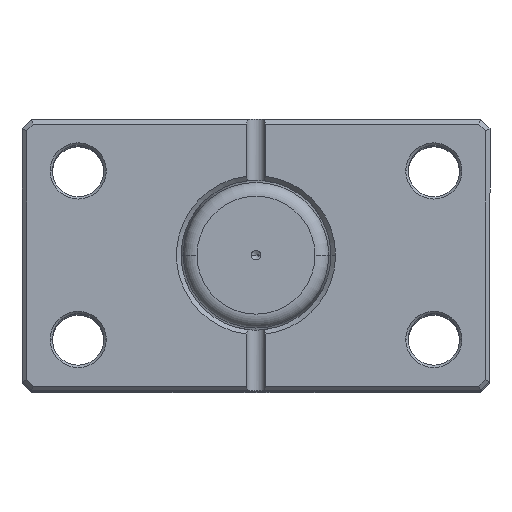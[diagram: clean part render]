
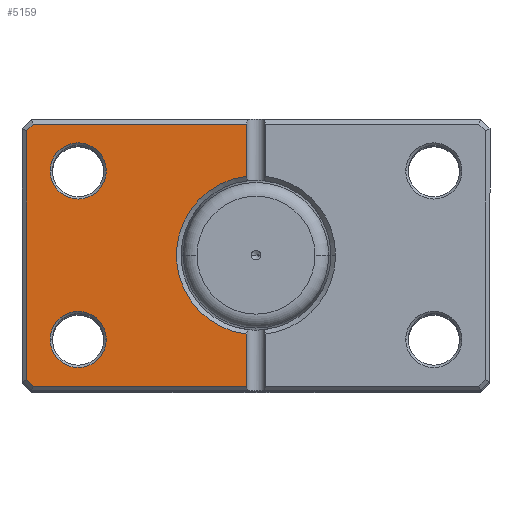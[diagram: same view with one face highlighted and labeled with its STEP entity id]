
A CAD part, top view. The second image highlights one B-rep face of the part: STEP entity #5159.
In plain terms, the highlighted face is planar.
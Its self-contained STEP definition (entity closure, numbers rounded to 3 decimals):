
#49 = CARTESIAN_POINT ( 'NONE',  ( 2., -28., 0. ) ) ;
#56 = LINE ( 'NONE', #185, #2415 ) ;
#94 = VECTOR ( 'NONE', #5295, 1000. ) ;
#170 = DIRECTION ( 'NONE',  ( 0.707, -0.707, 0. ) ) ;
#185 = CARTESIAN_POINT ( 'NONE',  ( 37.793, 37.793, 0. ) ) ;
#197 = ORIENTED_EDGE ( 'NONE', *, *, #4276, .T. ) ;
#291 = ORIENTED_EDGE ( 'NONE', *, *, #6097, .T. ) ;
#365 = ORIENTED_EDGE ( 'NONE', *, *, #6275, .T. ) ;
#399 = DIRECTION ( 'NONE',  ( 1., 0., 0. ) ) ;
#434 = VECTOR ( 'NONE', #5939, 1000. ) ;
#559 = EDGE_LOOP ( 'NONE', ( #4612, #4925 ) ) ;
#596 = EDGE_LOOP ( 'NONE', ( #291, #4166, #5811, #5973, #1000, #6420, #2865, #1952 ) ) ;
#632 = CARTESIAN_POINT ( 'NONE',  ( 47.586, 28., 0. ) ) ;
#682 = VECTOR ( 'NONE', #1810, 1000. ) ;
#1000 = ORIENTED_EDGE ( 'NONE', *, *, #5591, .T. ) ;
#1031 = AXIS2_PLACEMENT_3D ( 'NONE', #5623, #2577, #6147 ) ;
#1089 = LINE ( 'NONE', #3957, #6362 ) ;
#1139 = AXIS2_PLACEMENT_3D ( 'NONE', #4859, #1770, #5368 ) ;
#1282 = AXIS2_PLACEMENT_3D ( 'NONE', #5541, #2490, #6062 ) ;
#1290 = CARTESIAN_POINT ( 'NONE',  ( 0., 28., 0. ) ) ;
#1405 = CARTESIAN_POINT ( 'NONE',  ( 49., 0., 0. ) ) ;
#1417 = CARTESIAN_POINT ( 'NONE',  ( 44., 18., 0. ) ) ;
#1616 = FACE_BOUND ( 'NONE', #1845, .T. ) ;
#1658 = AXIS2_PLACEMENT_3D ( 'NONE', #2449, #3500, #399 ) ;
#1719 = VERTEX_POINT ( 'NONE', #632 ) ;
#1744 = CARTESIAN_POINT ( 'NONE',  ( 38., 18., 0. ) ) ;
#1750 = DIRECTION ( 'NONE',  ( 0., 0., 1. ) ) ;
#1770 = DIRECTION ( 'NONE',  ( 0., 0., 1. ) ) ;
#1810 = DIRECTION ( 'NONE',  ( 1., 0., 0. ) ) ;
#1819 = VERTEX_POINT ( 'NONE', #1988 ) ;
#1845 = EDGE_LOOP ( 'NONE', ( #197, #365 ) ) ;
#1952 = ORIENTED_EDGE ( 'NONE', *, *, #4267, .T. ) ;
#1975 = CIRCLE ( 'NONE', #2622, 6. ) ;
#1988 = CARTESIAN_POINT ( 'NONE',  ( 2., 28., 0. ) ) ;
#2219 = VERTEX_POINT ( 'NONE', #3163 ) ;
#2230 = AXIS2_PLACEMENT_3D ( 'NONE', #4820, #1750, #5349 ) ;
#2335 = EDGE_CURVE ( 'NONE', #5417, #5969, #2853, .T. ) ;
#2343 = VERTEX_POINT ( 'NONE', #4779 ) ;
#2415 = VECTOR ( 'NONE', #170, 1000. ) ;
#2449 = CARTESIAN_POINT ( 'NONE',  ( 0., 0., 0. ) ) ;
#2490 = DIRECTION ( 'NONE',  ( 0., 0., 1. ) ) ;
#2577 = DIRECTION ( 'NONE',  ( 0., 0., 1. ) ) ;
#2622 = AXIS2_PLACEMENT_3D ( 'NONE', #1744, #5424, #5891 ) ;
#2853 = LINE ( 'NONE', #1405, #6550 ) ;
#2865 = ORIENTED_EDGE ( 'NONE', *, *, #3321, .T. ) ;
#2939 = VERTEX_POINT ( 'NONE', #3067 ) ;
#3067 = CARTESIAN_POINT ( 'NONE',  ( 2., -16.882, 0. ) ) ;
#3163 = CARTESIAN_POINT ( 'NONE',  ( 2., 16.882, 0. ) ) ;
#3179 = FACE_BOUND ( 'NONE', #559, .T. ) ;
#3303 = CARTESIAN_POINT ( 'NONE',  ( 0., -28., 0. ) ) ;
#3321 = EDGE_CURVE ( 'NONE', #5969, #6340, #6224, .T. ) ;
#3370 = CIRCLE ( 'NONE', #1282, 17. ) ;
#3388 = EDGE_CURVE ( 'NONE', #4838, #5151, #1975, .T. ) ;
#3500 = DIRECTION ( 'NONE',  ( 0., 0., 1. ) ) ;
#3710 = CARTESIAN_POINT ( 'NONE',  ( 37.793, -37.793, 0. ) ) ;
#3732 = VERTEX_POINT ( 'NONE', #49 ) ;
#3957 = CARTESIAN_POINT ( 'NONE',  ( 2., 29., 0. ) ) ;
#3997 = CIRCLE ( 'NONE', #2230, 6. ) ;
#4166 = ORIENTED_EDGE ( 'NONE', *, *, #5784, .T. ) ;
#4214 = FACE_OUTER_BOUND ( 'NONE', #596, .T. ) ;
#4262 = CARTESIAN_POINT ( 'NONE',  ( 32., -18., 0. ) ) ;
#4267 = EDGE_CURVE ( 'NONE', #6340, #3732, #5501, .T. ) ;
#4276 = EDGE_CURVE ( 'NONE', #5305, #2343, #3997, .T. ) ;
#4460 = CIRCLE ( 'NONE', #1031, 6. ) ;
#4536 = LINE ( 'NONE', #5440, #434 ) ;
#4553 = VECTOR ( 'NONE', #5373, 1000. ) ;
#4612 = ORIENTED_EDGE ( 'NONE', *, *, #3388, .T. ) ;
#4759 = CARTESIAN_POINT ( 'NONE',  ( 49., -26.586, 0. ) ) ;
#4779 = CARTESIAN_POINT ( 'NONE',  ( 44., -18., 0. ) ) ;
#4784 = LINE ( 'NONE', #1290, #682 ) ;
#4820 = CARTESIAN_POINT ( 'NONE',  ( 38., -18., 0. ) ) ;
#4838 = VERTEX_POINT ( 'NONE', #6531 ) ;
#4859 = CARTESIAN_POINT ( 'NONE',  ( 38., 18., 0. ) ) ;
#4925 = ORIENTED_EDGE ( 'NONE', *, *, #6043, .T. ) ;
#5151 = VERTEX_POINT ( 'NONE', #1417 ) ;
#5159 = ADVANCED_FACE ( 'NONE', ( #1616, #3179, #4214 ), #5516, .F. ) ;
#5295 = DIRECTION ( 'NONE',  ( -1., 0., 0. ) ) ;
#5305 = VERTEX_POINT ( 'NONE', #4262 ) ;
#5349 = DIRECTION ( 'NONE',  ( 1., 0., 0. ) ) ;
#5368 = DIRECTION ( 'NONE',  ( 1., 0., 0. ) ) ;
#5373 = DIRECTION ( 'NONE',  ( -0.707, -0.707, 0. ) ) ;
#5417 = VERTEX_POINT ( 'NONE', #6418 ) ;
#5424 = DIRECTION ( 'NONE',  ( 0., 0., 1. ) ) ;
#5440 = CARTESIAN_POINT ( 'NONE',  ( 2., 29., 0. ) ) ;
#5482 = DIRECTION ( 'NONE',  ( 0., 1., 0. ) ) ;
#5501 = LINE ( 'NONE', #3303, #94 ) ;
#5516 = PLANE ( 'NONE',  #1658 ) ;
#5541 = CARTESIAN_POINT ( 'NONE',  ( 0., 0., 0. ) ) ;
#5591 = EDGE_CURVE ( 'NONE', #1719, #5417, #56, .T. ) ;
#5623 = CARTESIAN_POINT ( 'NONE',  ( 38., -18., 0. ) ) ;
#5683 = EDGE_CURVE ( 'NONE', #1819, #1719, #4784, .T. ) ;
#5709 = CARTESIAN_POINT ( 'NONE',  ( 47.586, -28., 0. ) ) ;
#5737 = EDGE_CURVE ( 'NONE', #2219, #1819, #1089, .T. ) ;
#5761 = DIRECTION ( 'NONE',  ( 0., -1., 0. ) ) ;
#5784 = EDGE_CURVE ( 'NONE', #2939, #2219, #3370, .T. ) ;
#5811 = ORIENTED_EDGE ( 'NONE', *, *, #5737, .T. ) ;
#5891 = DIRECTION ( 'NONE',  ( 1., 0., 0. ) ) ;
#5939 = DIRECTION ( 'NONE',  ( 0., 1., 0. ) ) ;
#5969 = VERTEX_POINT ( 'NONE', #4759 ) ;
#5973 = ORIENTED_EDGE ( 'NONE', *, *, #5683, .T. ) ;
#6043 = EDGE_CURVE ( 'NONE', #5151, #4838, #6355, .T. ) ;
#6062 = DIRECTION ( 'NONE',  ( 1., 0., 0. ) ) ;
#6097 = EDGE_CURVE ( 'NONE', #3732, #2939, #4536, .T. ) ;
#6147 = DIRECTION ( 'NONE',  ( 1., 0., 0. ) ) ;
#6224 = LINE ( 'NONE', #3710, #4553 ) ;
#6275 = EDGE_CURVE ( 'NONE', #2343, #5305, #4460, .T. ) ;
#6340 = VERTEX_POINT ( 'NONE', #5709 ) ;
#6355 = CIRCLE ( 'NONE', #1139, 6. ) ;
#6362 = VECTOR ( 'NONE', #5482, 1000. ) ;
#6418 = CARTESIAN_POINT ( 'NONE',  ( 49., 26.586, 0. ) ) ;
#6420 = ORIENTED_EDGE ( 'NONE', *, *, #2335, .T. ) ;
#6531 = CARTESIAN_POINT ( 'NONE',  ( 32., 18., 0. ) ) ;
#6550 = VECTOR ( 'NONE', #5761, 1000. ) ;
